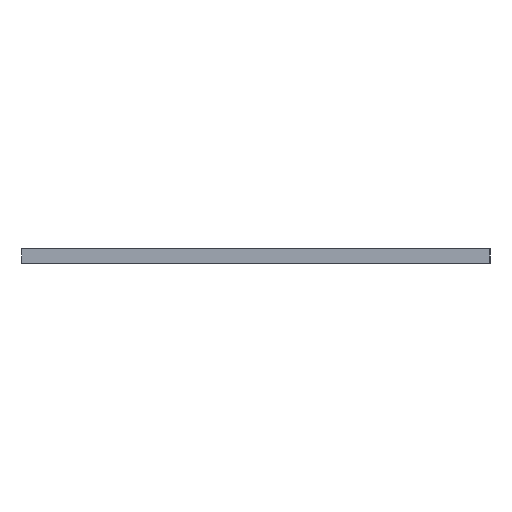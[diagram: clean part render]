
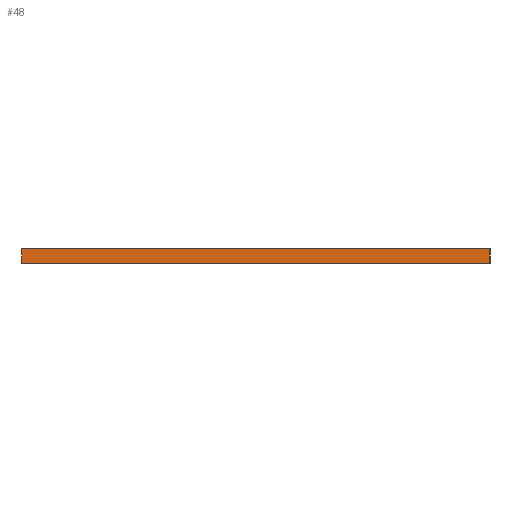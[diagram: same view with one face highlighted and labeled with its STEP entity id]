
A CAD part, left-side view. The second image highlights one B-rep face of the part: STEP entity #48.
In plain terms, the highlighted planar face has unit normal (-1, 0, 0).
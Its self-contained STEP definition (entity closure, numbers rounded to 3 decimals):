
#4 = CARTESIAN_POINT ( 'NONE',  ( 8., 100., 0. ) ) ;
#25 = DIRECTION ( 'NONE',  ( 0., 0., -1. ) ) ;
#37 = EDGE_CURVE ( 'NONE', #399, #1005, #104, .T. ) ;
#48 = ADVANCED_FACE ( 'NONE', ( #52 ), #687, .F. ) ;
#52 = FACE_OUTER_BOUND ( 'NONE', #209, .T. ) ;
#104 = LINE ( 'NONE', #204, #929 ) ;
#204 = CARTESIAN_POINT ( 'NONE',  ( 8., 100., 0. ) ) ;
#209 = EDGE_LOOP ( 'NONE', ( #994, #210, #778, #992 ) ) ;
#210 = ORIENTED_EDGE ( 'NONE', *, *, #37, .T. ) ;
#229 = LINE ( 'NONE', #299, #666 ) ;
#263 = VECTOR ( 'NONE', #298, 1000. ) ;
#271 = CARTESIAN_POINT ( 'NONE',  ( 8., 100., 10. ) ) ;
#298 = DIRECTION ( 'NONE',  ( 0., -1., 0. ) ) ;
#299 = CARTESIAN_POINT ( 'NONE',  ( 8., 0., 10. ) ) ;
#339 = CARTESIAN_POINT ( 'NONE',  ( 8., 100., 10. ) ) ;
#378 = LINE ( 'NONE', #339, #627 ) ;
#384 = VERTEX_POINT ( 'NONE', #388 ) ;
#388 = CARTESIAN_POINT ( 'NONE',  ( 8., 0., 3. ) ) ;
#399 = VERTEX_POINT ( 'NONE', #4 ) ;
#427 = EDGE_CURVE ( 'NONE', #384, #1005, #229, .T. ) ;
#543 = AXIS2_PLACEMENT_3D ( 'NONE', #271, #848, #695 ) ;
#556 = CARTESIAN_POINT ( 'NONE',  ( 8., 0., 3. ) ) ;
#627 = VECTOR ( 'NONE', #25, 1000. ) ;
#666 = VECTOR ( 'NONE', #750, 1000. ) ;
#687 = PLANE ( 'NONE',  #543 ) ;
#692 = EDGE_CURVE ( 'NONE', #863, #384, #850, .T. ) ;
#695 = DIRECTION ( 'NONE',  ( 0., 1., 0. ) ) ;
#748 = CARTESIAN_POINT ( 'NONE',  ( 8., 100., 3. ) ) ;
#750 = DIRECTION ( 'NONE',  ( 0., 0., -1. ) ) ;
#778 = ORIENTED_EDGE ( 'NONE', *, *, #427, .F. ) ;
#844 = CARTESIAN_POINT ( 'NONE',  ( 8., 0., 0. ) ) ;
#848 = DIRECTION ( 'NONE',  ( 1., 0., 0. ) ) ;
#850 = LINE ( 'NONE', #556, #263 ) ;
#863 = VERTEX_POINT ( 'NONE', #748 ) ;
#915 = DIRECTION ( 'NONE',  ( 0., -1., 0. ) ) ;
#929 = VECTOR ( 'NONE', #915, 1000. ) ;
#944 = EDGE_CURVE ( 'NONE', #863, #399, #378, .T. ) ;
#992 = ORIENTED_EDGE ( 'NONE', *, *, #692, .F. ) ;
#994 = ORIENTED_EDGE ( 'NONE', *, *, #944, .T. ) ;
#1005 = VERTEX_POINT ( 'NONE', #844 ) ;
